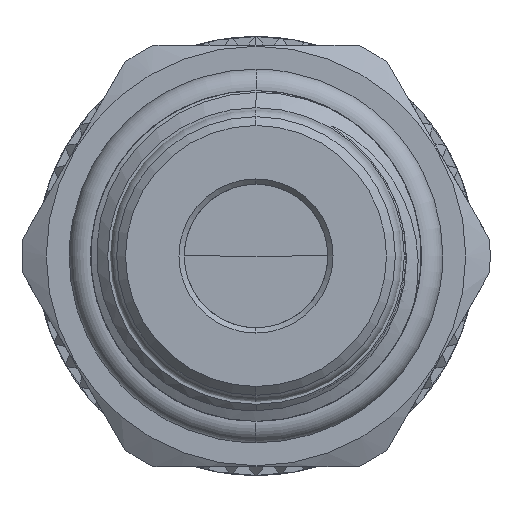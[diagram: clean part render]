
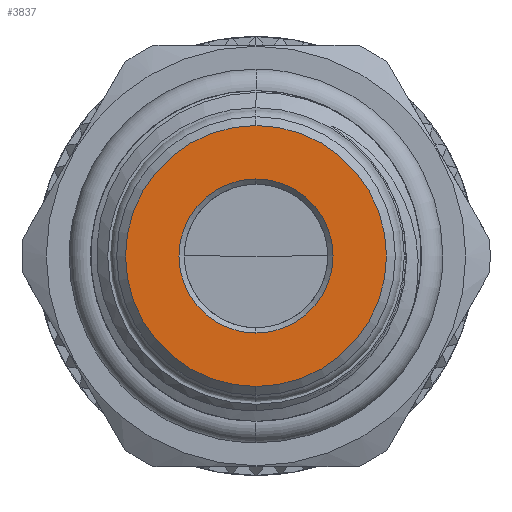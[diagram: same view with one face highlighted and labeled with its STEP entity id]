
A CAD part, left-side view. The second image highlights one B-rep face of the part: STEP entity #3837.
In plain terms, the highlighted planar face has unit normal (-1, 0, 0).
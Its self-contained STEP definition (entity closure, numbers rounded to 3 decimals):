
#1031 = AXIS2_PLACEMENT_3D ( 'NONE', #1277, #7005, #9955 ) ;
#1277 = CARTESIAN_POINT ( 'NONE',  ( 0., 0., 0. ) ) ;
#1392 = DIRECTION ( 'NONE',  ( 0., 0., -1. ) ) ;
#2904 = CARTESIAN_POINT ( 'NONE',  ( 0., 0., -4.39 ) ) ;
#2969 = DIRECTION ( 'NONE',  ( 0., 0., -1. ) ) ;
#3042 = VERTEX_POINT ( 'NONE', #2904 ) ;
#3837 = ADVANCED_FACE ( 'NONE', ( #6453, #11781 ), #34966, .F. ) ;
#4523 = DIRECTION ( 'NONE',  ( 0., 0., -1. ) ) ;
#6058 = CARTESIAN_POINT ( 'NONE',  ( 0., 0., -7.435 ) ) ;
#6216 = ORIENTED_EDGE ( 'NONE', *, *, #21989, .T. ) ;
#6376 = CIRCLE ( 'NONE', #1031, 7.435 ) ;
#6453 = FACE_BOUND ( 'NONE', #25929, .T. ) ;
#7005 = DIRECTION ( 'NONE',  ( -1., 0., 0. ) ) ;
#9955 = DIRECTION ( 'NONE',  ( 0., 0., -1. ) ) ;
#10506 = ORIENTED_EDGE ( 'NONE', *, *, #25276, .T. ) ;
#11781 = FACE_OUTER_BOUND ( 'NONE', #35815, .T. ) ;
#12014 = DIRECTION ( 'NONE',  ( 1., 0., 0. ) ) ;
#13330 = CIRCLE ( 'NONE', #34101, 4.39 ) ;
#13757 = DIRECTION ( 'NONE',  ( -1., 0., 0. ) ) ;
#13900 = CARTESIAN_POINT ( 'NONE',  ( 0., 0., 7.435 ) ) ;
#15531 = AXIS2_PLACEMENT_3D ( 'NONE', #34112, #13757, #2969 ) ;
#16434 = AXIS2_PLACEMENT_3D ( 'NONE', #26206, #12014, #17736 ) ;
#17604 = VERTEX_POINT ( 'NONE', #36145 ) ;
#17736 = DIRECTION ( 'NONE',  ( 0., 0., -1. ) ) ;
#18655 = DIRECTION ( 'NONE',  ( 1., 0., 0. ) ) ;
#19817 = EDGE_CURVE ( 'NONE', #17604, #3042, #21381, .T. ) ;
#21260 = DIRECTION ( 'NONE',  ( 1., 0., 0. ) ) ;
#21381 = CIRCLE ( 'NONE', #21818, 4.39 ) ;
#21818 = AXIS2_PLACEMENT_3D ( 'NONE', #27370, #18655, #4523 ) ;
#21989 = EDGE_CURVE ( 'NONE', #3042, #17604, #13330, .T. ) ;
#22550 = ORIENTED_EDGE ( 'NONE', *, *, #27143, .T. ) ;
#25276 = EDGE_CURVE ( 'NONE', #34055, #27569, #32342, .T. ) ;
#25929 = EDGE_LOOP ( 'NONE', ( #33947, #6216 ) ) ;
#26206 = CARTESIAN_POINT ( 'NONE',  ( 0., 0., 0. ) ) ;
#27005 = CARTESIAN_POINT ( 'NONE',  ( 0., 0., 0. ) ) ;
#27143 = EDGE_CURVE ( 'NONE', #27569, #34055, #6376, .T. ) ;
#27370 = CARTESIAN_POINT ( 'NONE',  ( 0., 0., 0. ) ) ;
#27569 = VERTEX_POINT ( 'NONE', #6058 ) ;
#32342 = CIRCLE ( 'NONE', #15531, 7.435 ) ;
#33947 = ORIENTED_EDGE ( 'NONE', *, *, #19817, .T. ) ;
#34055 = VERTEX_POINT ( 'NONE', #13900 ) ;
#34101 = AXIS2_PLACEMENT_3D ( 'NONE', #27005, #21260, #1392 ) ;
#34112 = CARTESIAN_POINT ( 'NONE',  ( 0., 0., 0. ) ) ;
#34966 = PLANE ( 'NONE',  #16434 ) ;
#35815 = EDGE_LOOP ( 'NONE', ( #22550, #10506 ) ) ;
#36145 = CARTESIAN_POINT ( 'NONE',  ( 0., 0., 4.39 ) ) ;
